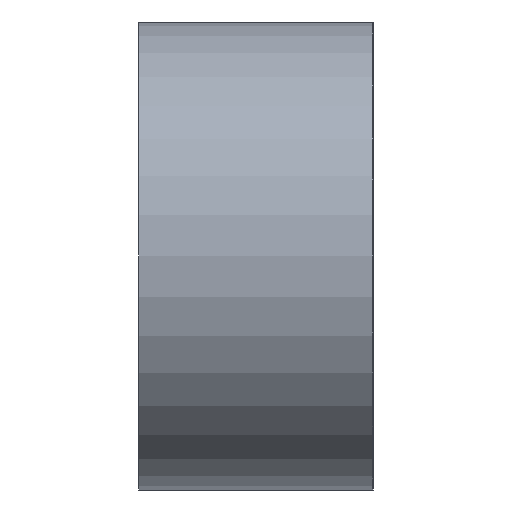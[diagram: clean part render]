
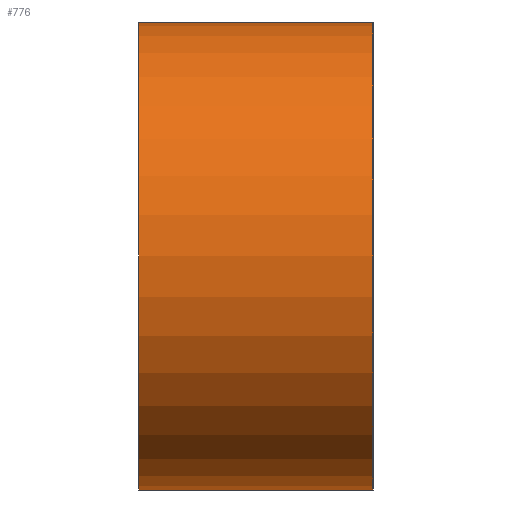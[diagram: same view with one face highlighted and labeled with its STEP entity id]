
A CAD part, left-side view. The second image highlights one B-rep face of the part: STEP entity #776.
In plain terms, the highlighted cylindrical face has radius 4 mm (diameter 8 mm), a partial arc.
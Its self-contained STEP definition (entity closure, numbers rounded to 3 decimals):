
#33 = CARTESIAN_POINT ( 'NONE',  ( -28., 0., -4. ) ) ;
#37 = DIRECTION ( 'NONE',  ( 0., 1., 0. ) ) ;
#46 = ORIENTED_EDGE ( 'NONE', *, *, #519, .T. ) ;
#98 = DIRECTION ( 'NONE',  ( 0., 0., 1. ) ) ;
#143 = AXIS2_PLACEMENT_3D ( 'NONE', #701, #571, #369 ) ;
#152 = VECTOR ( 'NONE', #646, 1000. ) ;
#174 = ORIENTED_EDGE ( 'NONE', *, *, #380, .F. ) ;
#183 = VECTOR ( 'NONE', #652, 1000. ) ;
#205 = CARTESIAN_POINT ( 'NONE',  ( -28., 4., -4. ) ) ;
#207 = FACE_OUTER_BOUND ( 'NONE', #438, .T. ) ;
#217 = VERTEX_POINT ( 'NONE', #555 ) ;
#227 = DIRECTION ( 'NONE',  ( 0., -1., 0. ) ) ;
#281 = LINE ( 'NONE', #205, #152 ) ;
#327 = LINE ( 'NONE', #449, #183 ) ;
#332 = AXIS2_PLACEMENT_3D ( 'NONE', #486, #227, #735 ) ;
#347 = CARTESIAN_POINT ( 'NONE',  ( -28., 4., -4. ) ) ;
#369 = DIRECTION ( 'NONE',  ( 0., 0., 1. ) ) ;
#380 = EDGE_CURVE ( 'NONE', #715, #217, #645, .T. ) ;
#394 = CYLINDRICAL_SURFACE ( 'NONE', #332, 4. ) ;
#424 = EDGE_CURVE ( 'NONE', #217, #682, #327, .T. ) ;
#438 = EDGE_LOOP ( 'NONE', ( #586, #465, #174, #46 ) ) ;
#449 = CARTESIAN_POINT ( 'NONE',  ( -28., 4., 4. ) ) ;
#465 = ORIENTED_EDGE ( 'NONE', *, *, #424, .F. ) ;
#486 = CARTESIAN_POINT ( 'NONE',  ( -28., 4., 0. ) ) ;
#519 = EDGE_CURVE ( 'NONE', #715, #728, #281, .T. ) ;
#553 = CIRCLE ( 'NONE', #819, 4. ) ;
#555 = CARTESIAN_POINT ( 'NONE',  ( -28., 4., 4. ) ) ;
#571 = DIRECTION ( 'NONE',  ( 0., 1., 0. ) ) ;
#586 = ORIENTED_EDGE ( 'NONE', *, *, #713, .T. ) ;
#645 = CIRCLE ( 'NONE', #143, 4. ) ;
#646 = DIRECTION ( 'NONE',  ( 0., -1., 0. ) ) ;
#652 = DIRECTION ( 'NONE',  ( 0., -1., 0. ) ) ;
#682 = VERTEX_POINT ( 'NONE', #724 ) ;
#701 = CARTESIAN_POINT ( 'NONE',  ( -28., 4., 0. ) ) ;
#713 = EDGE_CURVE ( 'NONE', #728, #682, #553, .T. ) ;
#715 = VERTEX_POINT ( 'NONE', #347 ) ;
#724 = CARTESIAN_POINT ( 'NONE',  ( -28., 0., 4. ) ) ;
#728 = VERTEX_POINT ( 'NONE', #33 ) ;
#735 = DIRECTION ( 'NONE',  ( 0., 0., -1. ) ) ;
#738 = CARTESIAN_POINT ( 'NONE',  ( -28., 0., 0. ) ) ;
#776 = ADVANCED_FACE ( 'NONE', ( #207 ), #394, .T. ) ;
#819 = AXIS2_PLACEMENT_3D ( 'NONE', #738, #37, #98 ) ;
